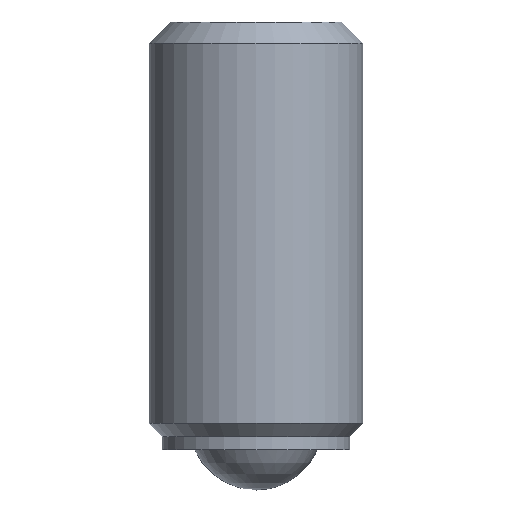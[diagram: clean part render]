
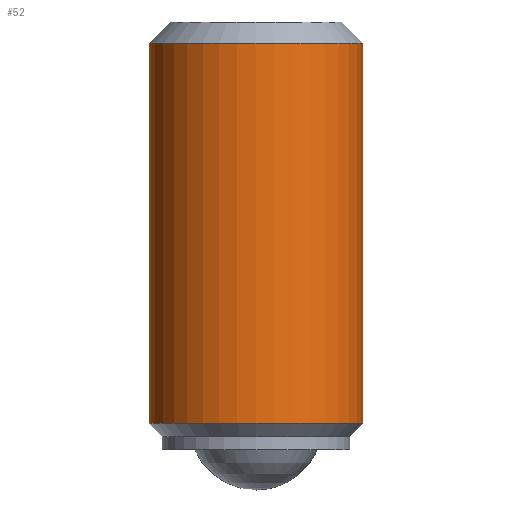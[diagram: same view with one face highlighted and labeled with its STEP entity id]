
A CAD part, front view. The second image highlights one B-rep face of the part: STEP entity #52.
In plain terms, the highlighted cylindrical face has radius 4 mm (diameter 8 mm), a full revolution.
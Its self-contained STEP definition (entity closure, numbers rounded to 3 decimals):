
#52 = ADVANCED_FACE( '', ( #114, #115 ), #116, .T. );
#114 = FACE_OUTER_BOUND( '', #187, .T. );
#115 = FACE_OUTER_BOUND( '', #188, .T. );
#116 = CYLINDRICAL_SURFACE( '', #189, 4. );
#187 = EDGE_LOOP( '', ( #271 ) );
#188 = EDGE_LOOP( '', ( #272 ) );
#189 = AXIS2_PLACEMENT_3D( '', #273, #274, #275 );
#271 = ORIENTED_EDGE( '', *, *, #398, .T. );
#272 = ORIENTED_EDGE( '', *, *, #410, .T. );
#273 = CARTESIAN_POINT( '', ( 0., 0., 57.15 ) );
#274 = DIRECTION( '', ( 0., 0., -1. ) );
#275 = DIRECTION( '', ( 1., 0., 0. ) );
#398 = EDGE_CURVE( '', #458, #458, #459, .T. );
#410 = EDGE_CURVE( '', #478, #478, #479, .T. );
#458 = VERTEX_POINT( '', #542 );
#459 = CIRCLE( '', #543, 4. );
#478 = VERTEX_POINT( '', #569 );
#479 = CIRCLE( '', #570, 4. );
#542 = CARTESIAN_POINT( '', ( -4., 0., 16.7 ) );
#543 = AXIS2_PLACEMENT_3D( '', #642, #643, #644 );
#569 = CARTESIAN_POINT( '', ( 4., 0., 2.5 ) );
#570 = AXIS2_PLACEMENT_3D( '', #655, #656, #657 );
#642 = CARTESIAN_POINT( '', ( 0., 0., 16.7 ) );
#643 = DIRECTION( '', ( 0., 0., -1. ) );
#644 = DIRECTION( '', ( -1., 0., 0. ) );
#655 = CARTESIAN_POINT( '', ( 0., 0., 2.5 ) );
#656 = DIRECTION( '', ( 0., 0., 1. ) );
#657 = DIRECTION( '', ( 1., 0., 0. ) );
